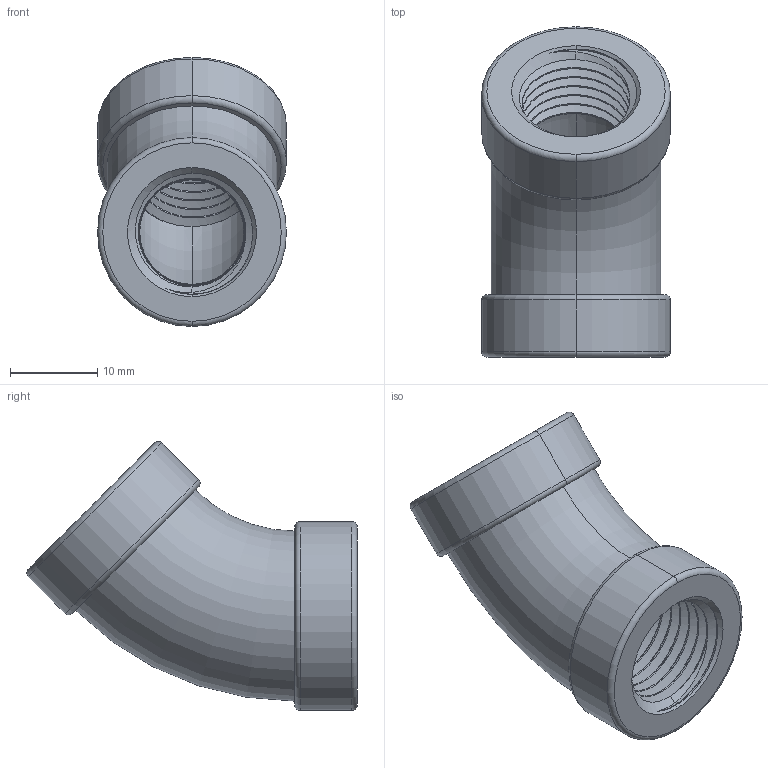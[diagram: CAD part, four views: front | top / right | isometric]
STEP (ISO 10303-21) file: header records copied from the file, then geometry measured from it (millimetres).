
FILE_DESCRIPTION (( 'STEP AP203' ), '1' );
FILE_NAME ('4464K24_304 Stainless Steel Threaded Pipe Fitting.STEP', '2021-09-09T04:01:27', ( 'Administrator' ), ( 'Managed by Terraform' ), 'SwSTEP 2.0', 'SolidWorks 2017', '' );
FILE_SCHEMA (( 'CONFIG_CONTROL_DESIGN' ));
Length unit declared in the file: inch
Products named in the file (1): 4464K24_304 Stainless Steel Threaded Pipe Fitting
Bounding box: 21.59 x 37.74 x 30.75 mm (x, y, z)
Volume: 6340.6 mm3; surface area: 4793.3 mm2
Topology: 1 solids, 1 shells, 74 faces, 200 edges, 130 vertices
Faces by surface type: cone 38, torus 12, bspline 12, plane 8, cylinder 4
Entity records: 8631 total; most frequent: CARTESIAN_POINT 6897, ORIENTED_EDGE 400, DIRECTION 262, EDGE_CURVE 200, VERTEX_POINT 130, B_SPLINE_CURVE_WITH_KNOTS 108, AXIS2_PLACEMENT_3D 107, EDGE_LOOP 78
